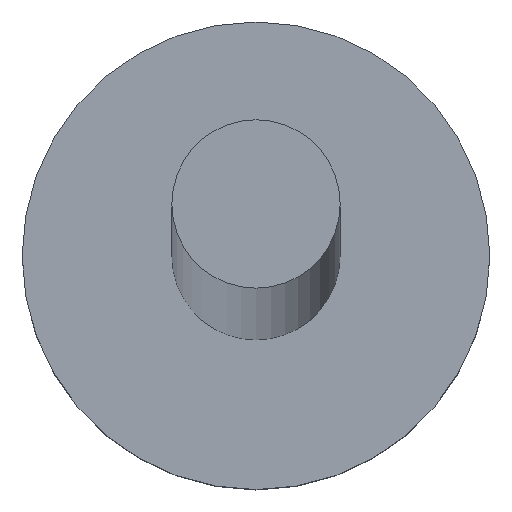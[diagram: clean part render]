
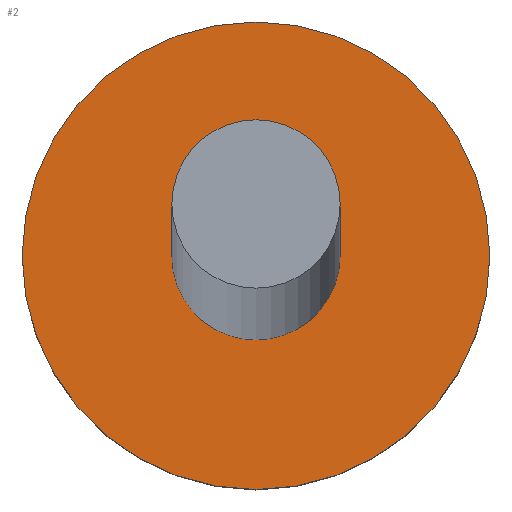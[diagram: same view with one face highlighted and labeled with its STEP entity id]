
A CAD part, top view. The second image highlights one B-rep face of the part: STEP entity #2.
In plain terms, the highlighted planar face has unit normal (0, 0, 1).
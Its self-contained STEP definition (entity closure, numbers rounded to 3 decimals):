
#2 = ADVANCED_FACE ( 'NONE', ( #77, #219 ), #11, .T. ) ;
#7 = CIRCLE ( 'NONE', #124, 0.45 ) ;
#9 = CARTESIAN_POINT ( 'NONE',  ( 1.25, 0., 1.2 ) ) ;
#11 = PLANE ( 'NONE',  #247 ) ;
#13 = VERTEX_POINT ( 'NONE', #9 ) ;
#15 = VERTEX_POINT ( 'NONE', #26 ) ;
#16 = CARTESIAN_POINT ( 'NONE',  ( -0.45, 0., 1.2 ) ) ;
#26 = CARTESIAN_POINT ( 'NONE',  ( -1.25, 0., 1.2 ) ) ;
#41 = CIRCLE ( 'NONE', #158, 1.25 ) ;
#43 = DIRECTION ( 'NONE',  ( 0., 0., 1. ) ) ;
#48 = CIRCLE ( 'NONE', #235, 1.25 ) ;
#53 = DIRECTION ( 'NONE',  ( 1., 0., 0. ) ) ;
#54 = EDGE_LOOP ( 'NONE', ( #156, #85 ) ) ;
#59 = DIRECTION ( 'NONE',  ( 1., 0., 0. ) ) ;
#77 = FACE_BOUND ( 'NONE', #54, .T. ) ;
#78 = DIRECTION ( 'NONE',  ( 0., 0., 1. ) ) ;
#85 = ORIENTED_EDGE ( 'NONE', *, *, #236, .F. ) ;
#87 = EDGE_LOOP ( 'NONE', ( #223, #174 ) ) ;
#90 = CARTESIAN_POINT ( 'NONE',  ( 0., 0., 1.2 ) ) ;
#94 = DIRECTION ( 'NONE',  ( 1., 0., 0. ) ) ;
#100 = CARTESIAN_POINT ( 'NONE',  ( 0.45, 0., 1.2 ) ) ;
#117 = DIRECTION ( 'NONE',  ( 0., 0., 1. ) ) ;
#124 = AXIS2_PLACEMENT_3D ( 'NONE', #196, #117, #197 ) ;
#155 = CARTESIAN_POINT ( 'NONE',  ( 0., 0., 1.2 ) ) ;
#156 = ORIENTED_EDGE ( 'NONE', *, *, #167, .F. ) ;
#158 = AXIS2_PLACEMENT_3D ( 'NONE', #165, #230, #59 ) ;
#165 = CARTESIAN_POINT ( 'NONE',  ( 0., 0., 1.2 ) ) ;
#167 = EDGE_CURVE ( 'NONE', #206, #170, #7, .T. ) ;
#169 = AXIS2_PLACEMENT_3D ( 'NONE', #155, #226, #53 ) ;
#170 = VERTEX_POINT ( 'NONE', #100 ) ;
#173 = CIRCLE ( 'NONE', #169, 0.45 ) ;
#174 = ORIENTED_EDGE ( 'NONE', *, *, #205, .T. ) ;
#188 = DIRECTION ( 'NONE',  ( 1., 0., 0. ) ) ;
#192 = EDGE_CURVE ( 'NONE', #15, #13, #41, .T. ) ;
#196 = CARTESIAN_POINT ( 'NONE',  ( 0., 0., 1.2 ) ) ;
#197 = DIRECTION ( 'NONE',  ( 1., 0., 0. ) ) ;
#205 = EDGE_CURVE ( 'NONE', #13, #15, #48, .T. ) ;
#206 = VERTEX_POINT ( 'NONE', #16 ) ;
#219 = FACE_OUTER_BOUND ( 'NONE', #87, .T. ) ;
#223 = ORIENTED_EDGE ( 'NONE', *, *, #192, .T. ) ;
#226 = DIRECTION ( 'NONE',  ( 0., 0., 1. ) ) ;
#229 = CARTESIAN_POINT ( 'NONE',  ( 0., 0., 1.2 ) ) ;
#230 = DIRECTION ( 'NONE',  ( 0., 0., 1. ) ) ;
#235 = AXIS2_PLACEMENT_3D ( 'NONE', #229, #78, #188 ) ;
#236 = EDGE_CURVE ( 'NONE', #170, #206, #173, .T. ) ;
#247 = AXIS2_PLACEMENT_3D ( 'NONE', #90, #43, #94 ) ;
